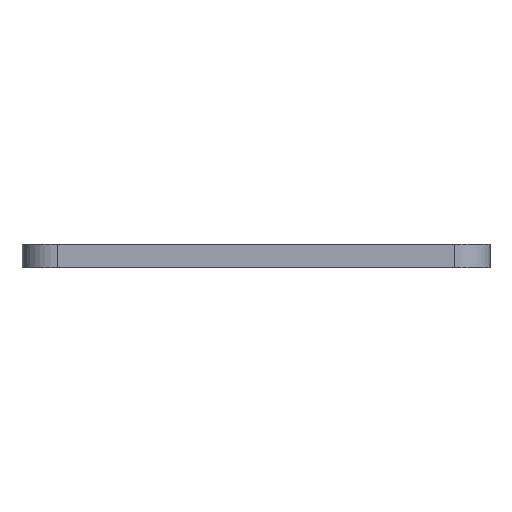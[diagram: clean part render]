
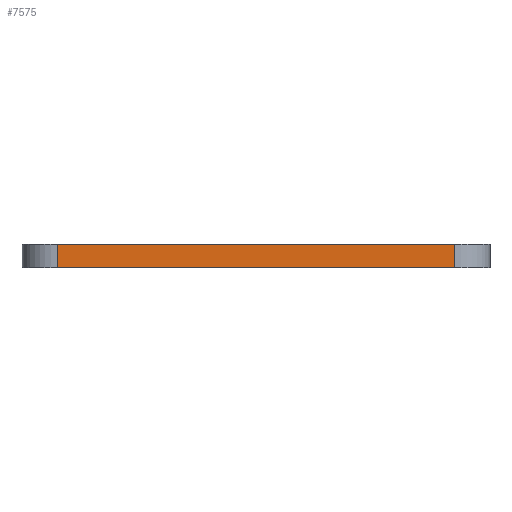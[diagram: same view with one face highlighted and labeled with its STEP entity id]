
A CAD part, left-side view. The second image highlights one B-rep face of the part: STEP entity #7575.
In plain terms, the highlighted planar face has unit normal (-1, 0, 0).
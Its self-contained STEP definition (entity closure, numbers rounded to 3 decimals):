
#37 = ORIENTED_EDGE ( 'NONE', *, *, #9520, .F. ) ;
#293 = DIRECTION ( 'NONE',  ( -1., 0., 0. ) ) ;
#300 = ORIENTED_EDGE ( 'NONE', *, *, #14111, .F. ) ;
#532 = PLANE ( 'NONE',  #2414 ) ;
#730 = CARTESIAN_POINT ( 'NONE',  ( -50., -17., -2. ) ) ;
#964 = VECTOR ( 'NONE', #3605, 1000. ) ;
#1713 = DIRECTION ( 'NONE',  ( 0., -1., 0. ) ) ;
#1726 = LINE ( 'NONE', #9951, #12771 ) ;
#2148 = DIRECTION ( 'NONE',  ( 0., 0., 1. ) ) ;
#2414 = AXIS2_PLACEMENT_3D ( 'NONE', #8805, #293, #1713 ) ;
#2749 = VERTEX_POINT ( 'NONE', #3407 ) ;
#2801 = LINE ( 'NONE', #730, #11636 ) ;
#3371 = VERTEX_POINT ( 'NONE', #15978 ) ;
#3407 = CARTESIAN_POINT ( 'NONE',  ( -50., 17., -2. ) ) ;
#3605 = DIRECTION ( 'NONE',  ( 0., 0., 1. ) ) ;
#5301 = VERTEX_POINT ( 'NONE', #7111 ) ;
#5918 = ORIENTED_EDGE ( 'NONE', *, *, #9151, .T. ) ;
#7063 = FACE_OUTER_BOUND ( 'NONE', #16639, .T. ) ;
#7111 = CARTESIAN_POINT ( 'NONE',  ( -50., -17., -2. ) ) ;
#7575 = ADVANCED_FACE ( 'NONE', ( #7063 ), #532, .T. ) ;
#7669 = CARTESIAN_POINT ( 'NONE',  ( -50., -17., 0. ) ) ;
#8805 = CARTESIAN_POINT ( 'NONE',  ( -50., 17., -2. ) ) ;
#9151 = EDGE_CURVE ( 'NONE', #2749, #5301, #18113, .T. ) ;
#9520 = EDGE_CURVE ( 'NONE', #3371, #9555, #1726, .T. ) ;
#9555 = VERTEX_POINT ( 'NONE', #7669 ) ;
#9951 = CARTESIAN_POINT ( 'NONE',  ( -50., 17., 0. ) ) ;
#10452 = LINE ( 'NONE', #17529, #964 ) ;
#11636 = VECTOR ( 'NONE', #2148, 1000. ) ;
#12529 = VECTOR ( 'NONE', #17610, 1000. ) ;
#12771 = VECTOR ( 'NONE', #14416, 1000. ) ;
#14111 = EDGE_CURVE ( 'NONE', #2749, #3371, #10452, .T. ) ;
#14232 = ORIENTED_EDGE ( 'NONE', *, *, #16435, .T. ) ;
#14416 = DIRECTION ( 'NONE',  ( 0., -1., 0. ) ) ;
#14928 = CARTESIAN_POINT ( 'NONE',  ( -50., 17., -2. ) ) ;
#15978 = CARTESIAN_POINT ( 'NONE',  ( -50., 17., 0. ) ) ;
#16435 = EDGE_CURVE ( 'NONE', #5301, #9555, #2801, .T. ) ;
#16639 = EDGE_LOOP ( 'NONE', ( #37, #300, #5918, #14232 ) ) ;
#17529 = CARTESIAN_POINT ( 'NONE',  ( -50., 17., -2. ) ) ;
#17610 = DIRECTION ( 'NONE',  ( 0., -1., 0. ) ) ;
#18113 = LINE ( 'NONE', #14928, #12529 ) ;
